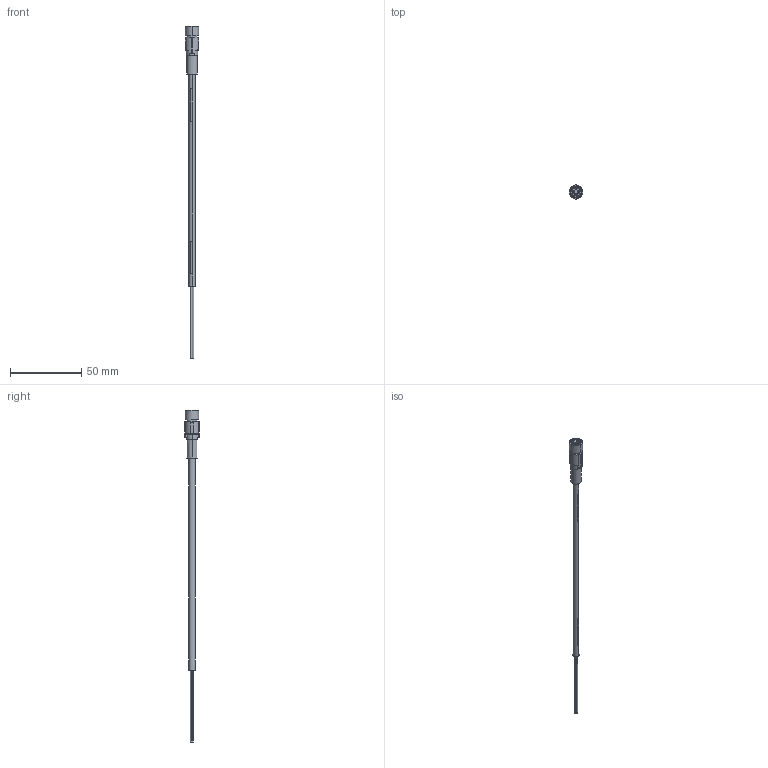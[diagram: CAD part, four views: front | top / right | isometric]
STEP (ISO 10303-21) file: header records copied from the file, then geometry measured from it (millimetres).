
FILE_DESCRIPTION(('STEP AP242'),'1');
FILE_NAME('connector_xzcpv0566l2.stp','2021-09-27T14:43:03',('TraceParts'),('TraceParts S.A.'),'Spatial InterOp 3D',' ',' ');
FILE_SCHEMA(('AP242_MANAGED_MODEL_BASED_3D_ENGINEERING_MIM_LF {1 0 10303 442 1 1 4}'));
Length unit declared in the file: millimetre
Products named in the file (1): connector_xzcpv0566l2
Bounding box: 9.4 x 10 x 233 mm (x, y, z)
Volume: 4247.5 mm3; surface area: 4014.5 mm2
Topology: 1 solids, 1 shells, 115 faces, 298 edges, 196 vertices
Faces by surface type: cylinder 50, plane 41, cone 12, torus 6, bspline 6
Entity records: 3923 total; most frequent: CARTESIAN_POINT 1052, DIRECTION 612, ORIENTED_EDGE 596, EDGE_CURVE 298, AXIS2_PLACEMENT_3D 242, VERTEX_POINT 196, CIRCLE 132, LINE 128
